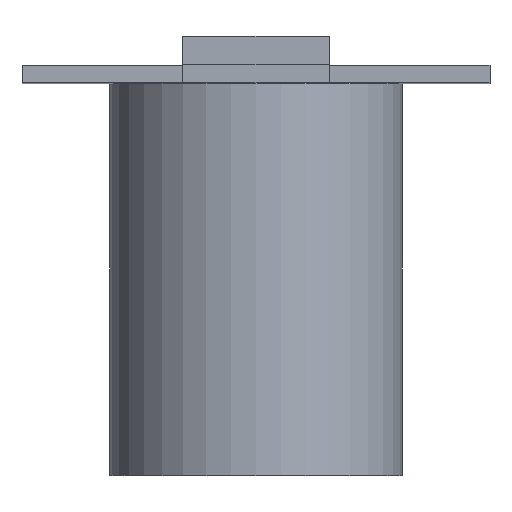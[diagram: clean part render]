
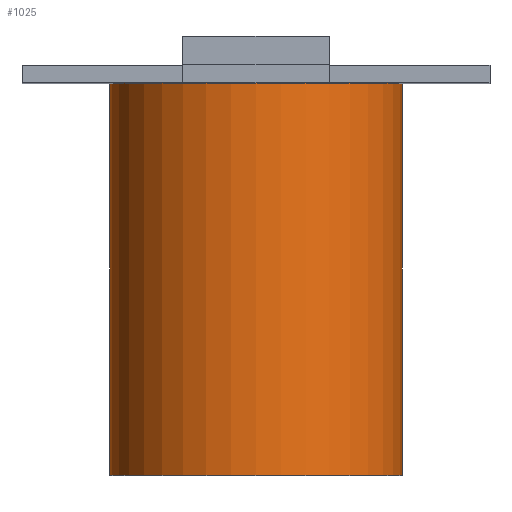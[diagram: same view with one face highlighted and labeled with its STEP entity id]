
A CAD part, top view. The second image highlights one B-rep face of the part: STEP entity #1025.
In plain terms, the highlighted cylindrical face has radius 2.5 mm (diameter 5 mm), a full revolution.
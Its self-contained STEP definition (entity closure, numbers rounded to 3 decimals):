
#90 = PLANE('',#91);
#91 = AXIS2_PLACEMENT_3D('',#92,#93,#94);
#92 = CARTESIAN_POINT('',(0.,-0.3,7.198));
#93 = DIRECTION('',(-0.,-1.,-0.));
#94 = DIRECTION('',(0.,0.,-1.));
#677 = EDGE_CURVE('',#678,#678,#680,.T.);
#678 = VERTEX_POINT('',#679);
#679 = CARTESIAN_POINT('',(2.5,-0.3,3.5));
#680 = SURFACE_CURVE('',#681,(#686,#697),.PCURVE_S1.);
#681 = CIRCLE('',#682,2.5);
#682 = AXIS2_PLACEMENT_3D('',#683,#684,#685);
#683 = CARTESIAN_POINT('',(0.,-0.3,3.5));
#684 = DIRECTION('',(-0.,1.,0.));
#685 = DIRECTION('',(1.,0.,0.));
#686 = PCURVE('',#90,#687);
#687 = DEFINITIONAL_REPRESENTATION('',(#688),#696);
#688 = ( BOUNDED_CURVE() B_SPLINE_CURVE(2,(#689,#690,#691,#692,#693,#694
,#695),.UNSPECIFIED.,.T.,.F.) B_SPLINE_CURVE_WITH_KNOTS((1,2,2,2,2,1),(
    -2.094,0.,2.094,4.189,6.283,
8.378),.UNSPECIFIED.) CURVE() GEOMETRIC_REPRESENTATION_ITEM() 
RATIONAL_B_SPLINE_CURVE((1.,0.5,1.,0.5,1.,0.5,1.)) REPRESENTATION_ITEM(
  '') );
#689 = CARTESIAN_POINT('',(3.698,2.5));
#690 = CARTESIAN_POINT('',(8.028,2.5));
#691 = CARTESIAN_POINT('',(5.863,-1.25));
#692 = CARTESIAN_POINT('',(3.698,-5.));
#693 = CARTESIAN_POINT('',(1.533,-1.25));
#694 = CARTESIAN_POINT('',(-0.632,2.5));
#695 = CARTESIAN_POINT('',(3.698,2.5));
#696 = ( GEOMETRIC_REPRESENTATION_CONTEXT(2) 
PARAMETRIC_REPRESENTATION_CONTEXT() REPRESENTATION_CONTEXT('2D SPACE',''
  ) );
#697 = PCURVE('',#698,#703);
#698 = CYLINDRICAL_SURFACE('',#699,2.5);
#699 = AXIS2_PLACEMENT_3D('',#700,#701,#702);
#700 = CARTESIAN_POINT('',(0.,0.,3.5));
#701 = DIRECTION('',(-0.,1.,-0.));
#702 = DIRECTION('',(1.,0.,0.));
#703 = DEFINITIONAL_REPRESENTATION('',(#704),#708);
#704 = LINE('',#705,#706);
#705 = CARTESIAN_POINT('',(-6.283,-0.3));
#706 = VECTOR('',#707,1.);
#707 = DIRECTION('',(1.,-0.));
#708 = ( GEOMETRIC_REPRESENTATION_CONTEXT(2) 
PARAMETRIC_REPRESENTATION_CONTEXT() REPRESENTATION_CONTEXT('2D SPACE',''
  ) );
#1025 = ADVANCED_FACE('',(#1026),#698,.T.);
#1026 = FACE_BOUND('',#1027,.F.);
#1027 = EDGE_LOOP('',(#1028,#1029,#1052,#1079));
#1028 = ORIENTED_EDGE('',*,*,#677,.T.);
#1029 = ORIENTED_EDGE('',*,*,#1030,.T.);
#1030 = EDGE_CURVE('',#678,#1031,#1033,.T.);
#1031 = VERTEX_POINT('',#1032);
#1032 = CARTESIAN_POINT('',(2.5,-7.,3.5));
#1033 = SEAM_CURVE('',#1034,(#1038,#1045),.PCURVE_S1.);
#1034 = LINE('',#1035,#1036);
#1035 = CARTESIAN_POINT('',(2.5,0.,3.5));
#1036 = VECTOR('',#1037,1.);
#1037 = DIRECTION('',(0.,-1.,0.));
#1038 = PCURVE('',#698,#1039);
#1039 = DEFINITIONAL_REPRESENTATION('',(#1040),#1044);
#1040 = LINE('',#1041,#1042);
#1041 = CARTESIAN_POINT('',(-6.283,0.));
#1042 = VECTOR('',#1043,1.);
#1043 = DIRECTION('',(-0.,-1.));
#1044 = ( GEOMETRIC_REPRESENTATION_CONTEXT(2) 
PARAMETRIC_REPRESENTATION_CONTEXT() REPRESENTATION_CONTEXT('2D SPACE',''
  ) );
#1045 = PCURVE('',#698,#1046);
#1046 = DEFINITIONAL_REPRESENTATION('',(#1047),#1051);
#1047 = LINE('',#1048,#1049);
#1048 = CARTESIAN_POINT('',(-0.,0.));
#1049 = VECTOR('',#1050,1.);
#1050 = DIRECTION('',(-0.,-1.));
#1051 = ( GEOMETRIC_REPRESENTATION_CONTEXT(2) 
PARAMETRIC_REPRESENTATION_CONTEXT() REPRESENTATION_CONTEXT('2D SPACE',''
  ) );
#1052 = ORIENTED_EDGE('',*,*,#1053,.T.);
#1053 = EDGE_CURVE('',#1031,#1031,#1054,.T.);
#1054 = SURFACE_CURVE('',#1055,(#1060,#1067),.PCURVE_S1.);
#1055 = CIRCLE('',#1056,2.5);
#1056 = AXIS2_PLACEMENT_3D('',#1057,#1058,#1059);
#1057 = CARTESIAN_POINT('',(0.,-7.,3.5));
#1058 = DIRECTION('',(0.,-1.,0.));
#1059 = DIRECTION('',(1.,0.,0.));
#1060 = PCURVE('',#698,#1061);
#1061 = DEFINITIONAL_REPRESENTATION('',(#1062),#1066);
#1062 = LINE('',#1063,#1064);
#1063 = CARTESIAN_POINT('',(-0.,-7.));
#1064 = VECTOR('',#1065,1.);
#1065 = DIRECTION('',(-1.,0.));
#1066 = ( GEOMETRIC_REPRESENTATION_CONTEXT(2) 
PARAMETRIC_REPRESENTATION_CONTEXT() REPRESENTATION_CONTEXT('2D SPACE',''
  ) );
#1067 = PCURVE('',#1068,#1073);
#1068 = PLANE('',#1069);
#1069 = AXIS2_PLACEMENT_3D('',#1070,#1071,#1072);
#1070 = CARTESIAN_POINT('',(0.,-7.,3.5));
#1071 = DIRECTION('',(-0.,-1.,-0.));
#1072 = DIRECTION('',(0.,0.,-1.));
#1073 = DEFINITIONAL_REPRESENTATION('',(#1074),#1078);
#1074 = CIRCLE('',#1075,2.5);
#1075 = AXIS2_PLACEMENT_2D('',#1076,#1077);
#1076 = CARTESIAN_POINT('',(0.,0.));
#1077 = DIRECTION('',(0.,1.));
#1078 = ( GEOMETRIC_REPRESENTATION_CONTEXT(2) 
PARAMETRIC_REPRESENTATION_CONTEXT() REPRESENTATION_CONTEXT('2D SPACE',''
  ) );
#1079 = ORIENTED_EDGE('',*,*,#1030,.F.);
